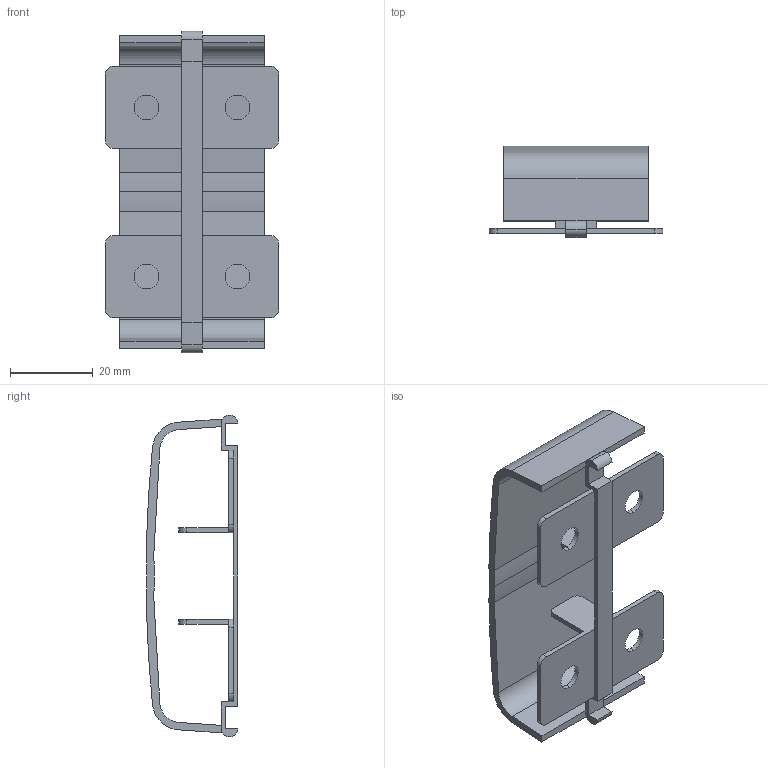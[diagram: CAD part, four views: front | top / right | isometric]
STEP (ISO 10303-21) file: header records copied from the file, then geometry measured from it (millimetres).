
FILE_DESCRIPTION (( 'STEP AP203' ), '1' );
FILE_NAME ('CKK11D-S-080-020-K01 Ñîåäèíèòåëü íà ñòûê ÊÌÑÏ 80õ20.STEP', '2016-07-12T08:50:36', ( '' ), ( '' ), 'SwSTEP 2.0', 'SolidWorks 2014', '' );
FILE_SCHEMA (( 'CONFIG_CONTROL_DESIGN' ));
Length unit declared in the file: millimetre
Products named in the file (1): CKK11D-S-080-020-K01 Ñîåäèíèòåëü íà ñòûê ÊÌÑÏ 80õ20
Bounding box: 42 x 22.18 x 78 mm (x, y, z)
Volume: 9136.3 mm3; surface area: 12237.3 mm2
Topology: 1 solids, 1 shells, 89 faces, 255 edges, 166 vertices
Faces by surface type: plane 56, cylinder 33
Entity records: 2996 total; most frequent: CARTESIAN_POINT 511, ORIENTED_EDGE 510, DIRECTION 501, EDGE_CURVE 255, LINE 189, VECTOR 189, VERTEX_POINT 166, AXIS2_PLACEMENT_3D 156
